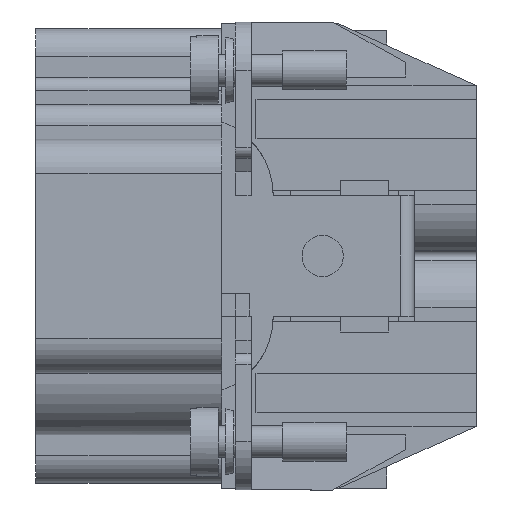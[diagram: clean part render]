
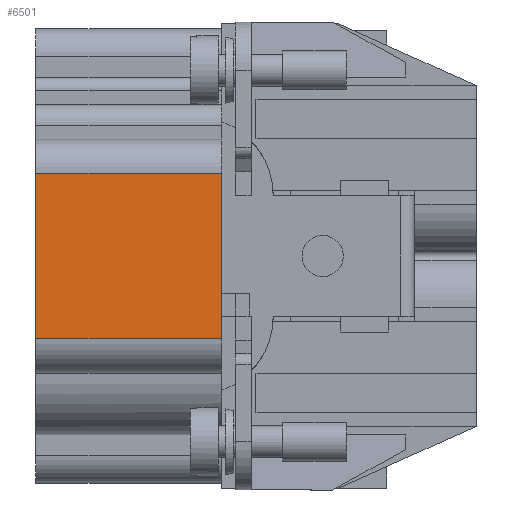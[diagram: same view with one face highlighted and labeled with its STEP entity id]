
A CAD part, left-side view. The second image highlights one B-rep face of the part: STEP entity #6501.
In plain terms, the highlighted planar face has unit normal (-1, 0, 0).
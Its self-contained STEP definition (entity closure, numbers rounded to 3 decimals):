
#173 = AXIS2_PLACEMENT_3D ( 'NONE', #8949, #8948, #8947 ) ;
#1279 = EDGE_CURVE ( 'NONE', #13411, #13410, #15077, .T. ) ;
#4146 = CARTESIAN_POINT ( 'NONE',  ( -32.507, 18.1, -6.004 ) ) ;
#4147 = CARTESIAN_POINT ( 'NONE',  ( -32.507, 18.1, 6. ) ) ;
#5765 = EDGE_CURVE ( 'NONE', #13585, #13411, #15123, .T. ) ;
#5766 = EDGE_CURVE ( 'NONE', #13586, #13410, #15124, .T. ) ;
#6501 = ADVANCED_FACE ( 'NONE', ( #19040 ), #8950, .F. ) ;
#8947 = DIRECTION ( 'NONE',  ( 0., 0., -1. ) ) ;
#8948 = DIRECTION ( 'NONE',  ( 1., 0., 0. ) ) ;
#8949 = CARTESIAN_POINT ( 'NONE',  ( -32.507, 31.6, 6. ) ) ;
#8950 = PLANE ( 'NONE',  #173 ) ;
#9457 = VECTOR ( 'NONE', #24198, 1000. ) ;
#10264 = DIRECTION ( 'NONE',  ( 0., 0., 1. ) ) ;
#10266 = CARTESIAN_POINT ( 'NONE',  ( -32.507, 18.1, 6. ) ) ;
#10649 = CARTESIAN_POINT ( 'NONE',  ( -32.507, 31.6, 6. ) ) ;
#10677 = CARTESIAN_POINT ( 'NONE',  ( -32.507, 31.6, -6.004 ) ) ;
#11752 = EDGE_LOOP ( 'NONE', ( #11981, #11982, #11979, #11984 ) ) ;
#11979 = ORIENTED_EDGE ( 'NONE', *, *, #24178, .F. ) ;
#11981 = ORIENTED_EDGE ( 'NONE', *, *, #1279, .T. ) ;
#11982 = ORIENTED_EDGE ( 'NONE', *, *, #5766, .F. ) ;
#11984 = ORIENTED_EDGE ( 'NONE', *, *, #5765, .T. ) ;
#13410 = VERTEX_POINT ( 'NONE', #4147 ) ;
#13411 = VERTEX_POINT ( 'NONE', #4146 ) ;
#13585 = VERTEX_POINT ( 'NONE', #10677 ) ;
#13586 = VERTEX_POINT ( 'NONE', #10649 ) ;
#15077 = LINE ( 'NONE', #10266, #17202 ) ;
#15123 = LINE ( 'NONE', #24729, #17184 ) ;
#15124 = LINE ( 'NONE', #24727, #17180 ) ;
#16908 = LINE ( 'NONE', #24203, #9457 ) ;
#17180 = VECTOR ( 'NONE', #24725, 1000. ) ;
#17184 = VECTOR ( 'NONE', #24728, 1000. ) ;
#17202 = VECTOR ( 'NONE', #10264, 1000. ) ;
#19040 = FACE_OUTER_BOUND ( 'NONE', #11752, .T. ) ;
#24178 = EDGE_CURVE ( 'NONE', #13585, #13586, #16908, .T. ) ;
#24198 = DIRECTION ( 'NONE',  ( 0., 0., 1. ) ) ;
#24203 = CARTESIAN_POINT ( 'NONE',  ( -32.507, 31.6, 6. ) ) ;
#24725 = DIRECTION ( 'NONE',  ( 0., -1., 0. ) ) ;
#24727 = CARTESIAN_POINT ( 'NONE',  ( -32.507, 31.6, 6. ) ) ;
#24728 = DIRECTION ( 'NONE',  ( 0., -1., 0. ) ) ;
#24729 = CARTESIAN_POINT ( 'NONE',  ( -32.507, 31.6, -6.004 ) ) ;
